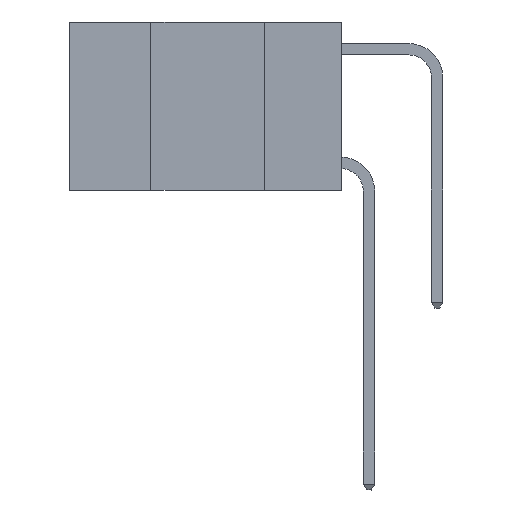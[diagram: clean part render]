
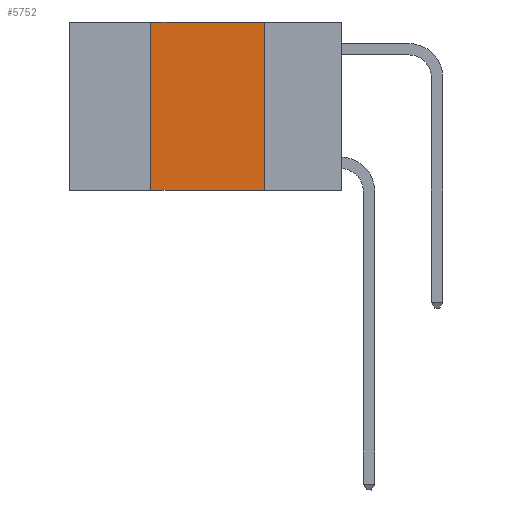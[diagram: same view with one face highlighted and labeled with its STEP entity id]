
A CAD part, left-side view. The second image highlights one B-rep face of the part: STEP entity #5752.
In plain terms, the highlighted planar face has unit normal (-1, 0, 0).
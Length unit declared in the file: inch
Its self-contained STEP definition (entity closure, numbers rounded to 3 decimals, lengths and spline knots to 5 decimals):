
#365 = EDGE_CURVE ( 'NONE', #9615, #12713, #8333, .T. ) ;
#433 = EDGE_CURVE ( 'NONE', #9615, #1359, #4706, .T. ) ;
#461 = EDGE_CURVE ( 'NONE', #12626, #12713, #12284, .T. ) ;
#463 = VECTOR ( 'NONE', #8261, 39.37008 ) ;
#961 = CARTESIAN_POINT ( 'NONE',  ( 0., 0.42, 0. ) ) ;
#1356 = CARTESIAN_POINT ( 'NONE',  ( 0., 0.6, 0. ) ) ;
#1359 = VERTEX_POINT ( 'NONE', #961 ) ;
#1364 = CARTESIAN_POINT ( 'NONE',  ( 0., 0.6, -0.37 ) ) ;
#2475 = DIRECTION ( 'NONE',  ( 1., 0., 0. ) ) ;
#2662 = VECTOR ( 'NONE', #13334, 39.37008 ) ;
#3813 = AXIS2_PLACEMENT_3D ( 'NONE', #9196, #2475, #10294 ) ;
#3858 = EDGE_LOOP ( 'NONE', ( #4228, #13734, #9784, #6976 ) ) ;
#4228 = ORIENTED_EDGE ( 'NONE', *, *, #461, .F. ) ;
#4595 = LINE ( 'NONE', #1356, #10759 ) ;
#4706 = LINE ( 'NONE', #8804, #10178 ) ;
#5752 = ADVANCED_FACE ( 'NONE', ( #8441 ), #5965, .F. ) ;
#5965 = PLANE ( 'NONE',  #3813 ) ;
#6381 = EDGE_CURVE ( 'NONE', #1359, #12626, #4595, .T. ) ;
#6976 = ORIENTED_EDGE ( 'NONE', *, *, #365, .T. ) ;
#7009 = DIRECTION ( 'NONE',  ( 0., 0., 1. ) ) ;
#8261 = DIRECTION ( 'NONE',  ( 0., 0., -1. ) ) ;
#8333 = LINE ( 'NONE', #1364, #2662 ) ;
#8441 = FACE_OUTER_BOUND ( 'NONE', #3858, .T. ) ;
#8461 = CARTESIAN_POINT ( 'NONE',  ( 0., 0.17, 0. ) ) ;
#8804 = CARTESIAN_POINT ( 'NONE',  ( 0., 0.42, 0. ) ) ;
#9196 = CARTESIAN_POINT ( 'NONE',  ( 0., 0.6, 0. ) ) ;
#9247 = DIRECTION ( 'NONE',  ( 0., -1., 0. ) ) ;
#9292 = CARTESIAN_POINT ( 'NONE',  ( 0., 0.42, -0.37 ) ) ;
#9615 = VERTEX_POINT ( 'NONE', #9292 ) ;
#9630 = CARTESIAN_POINT ( 'NONE',  ( 0., 0.17, 0. ) ) ;
#9784 = ORIENTED_EDGE ( 'NONE', *, *, #433, .F. ) ;
#10178 = VECTOR ( 'NONE', #7009, 39.37008 ) ;
#10294 = DIRECTION ( 'NONE',  ( 0., 0., -1. ) ) ;
#10759 = VECTOR ( 'NONE', #9247, 39.37008 ) ;
#12284 = LINE ( 'NONE', #9630, #463 ) ;
#12626 = VERTEX_POINT ( 'NONE', #8461 ) ;
#12713 = VERTEX_POINT ( 'NONE', #13774 ) ;
#13334 = DIRECTION ( 'NONE',  ( 0., -1., 0. ) ) ;
#13734 = ORIENTED_EDGE ( 'NONE', *, *, #6381, .F. ) ;
#13774 = CARTESIAN_POINT ( 'NONE',  ( 0., 0.17, -0.37 ) ) ;
